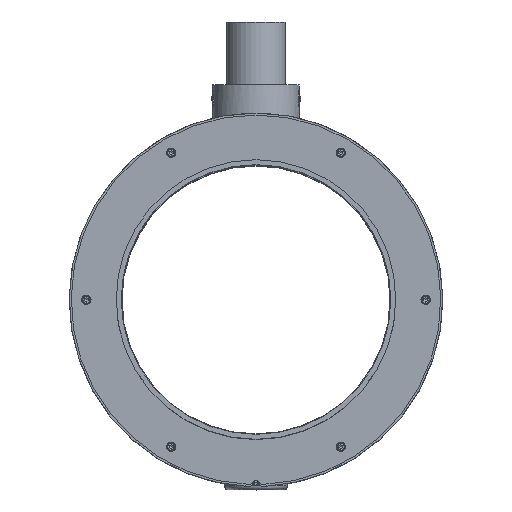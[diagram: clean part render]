
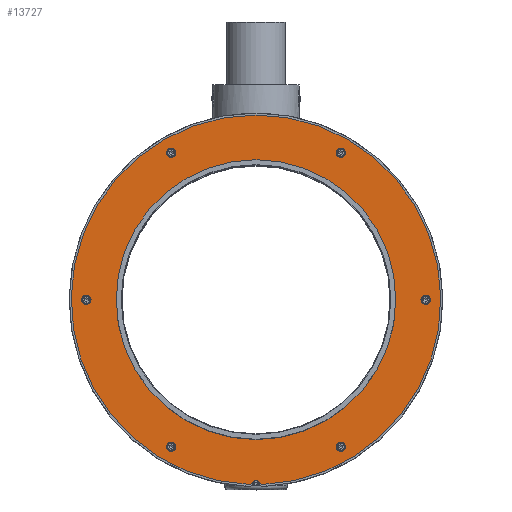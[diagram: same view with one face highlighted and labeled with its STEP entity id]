
A CAD part, top view. The second image highlights one B-rep face of the part: STEP entity #13727.
In plain terms, the highlighted planar face has unit normal (0, 0, 1).
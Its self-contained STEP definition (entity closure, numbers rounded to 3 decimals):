
#1560 = VERTEX_POINT ( 'NONE', #54170 ) ;
#1824 = FACE_BOUND ( 'NONE', #26674, .T. ) ;
#2230 = ORIENTED_EDGE ( 'NONE', *, *, #13973, .F. ) ;
#2943 = VERTEX_POINT ( 'NONE', #32986 ) ;
#5992 = DIRECTION ( 'NONE',  ( -1., 0., 0. ) ) ;
#6105 = EDGE_CURVE ( 'NONE', #1560, #1560, #35908, .T. ) ;
#6401 = DIRECTION ( 'NONE',  ( -1., 0., 0. ) ) ;
#6930 = DIRECTION ( 'NONE',  ( -1., 0., 0. ) ) ;
#7324 = CARTESIAN_POINT ( 'NONE',  ( -215.85, 0., 104. ) ) ;
#7400 = DIRECTION ( 'NONE',  ( -1., 0., 0. ) ) ;
#7624 = VERTEX_POINT ( 'NONE', #8182 ) ;
#7627 = ORIENTED_EDGE ( 'NONE', *, *, #12281, .F. ) ;
#8182 = CARTESIAN_POINT ( 'NONE',  ( 101.925, -186.932, 104. ) ) ;
#8379 = CARTESIAN_POINT ( 'NONE',  ( -107.925, 186.932, 104. ) ) ;
#10326 = DIRECTION ( 'NONE',  ( 0., 0., 1. ) ) ;
#10526 = EDGE_LOOP ( 'NONE', ( #21921 ) ) ;
#10552 = EDGE_CURVE ( 'NONE', #30024, #30024, #37955, .T. ) ;
#10971 = EDGE_CURVE ( 'NONE', #12508, #12508, #34363, .T. ) ;
#11358 = DIRECTION ( 'NONE',  ( -1., 0., 0. ) ) ;
#11602 = DIRECTION ( 'NONE',  ( -1., 0., 0. ) ) ;
#12149 = CIRCLE ( 'NONE', #25023, 5. ) ;
#12238 = CARTESIAN_POINT ( 'NONE',  ( -221.85, 0., 104. ) ) ;
#12240 = VERTEX_POINT ( 'NONE', #51072 ) ;
#12281 = EDGE_CURVE ( 'NONE', #38335, #38335, #23446, .T. ) ;
#12508 = VERTEX_POINT ( 'NONE', #12238 ) ;
#12683 = EDGE_CURVE ( 'NONE', #7624, #7624, #13443, .T. ) ;
#12973 = EDGE_CURVE ( 'NONE', #39877, #38899, #22666, .T. ) ;
#13232 = AXIS2_PLACEMENT_3D ( 'NONE', #8379, #42284, #56071 ) ;
#13443 = CIRCLE ( 'NONE', #44592, 6. ) ;
#13514 = DIRECTION ( 'NONE',  ( 1., 0., 0. ) ) ;
#13727 = ADVANCED_FACE ( 'NONE', ( #42331, #24005, #41175, #15676, #50939, #1824, #46327, #50668 ), #33429, .F. ) ;
#13973 = EDGE_CURVE ( 'NONE', #2943, #39877, #52127, .T. ) ;
#14496 = CARTESIAN_POINT ( 'NONE',  ( -4.283, -232.42, 104. ) ) ;
#14879 = EDGE_LOOP ( 'NONE', ( #25462 ) ) ;
#15150 = EDGE_LOOP ( 'NONE', ( #7627 ) ) ;
#15676 = FACE_BOUND ( 'NONE', #15150, .T. ) ;
#16642 = CARTESIAN_POINT ( 'NONE',  ( -8.566, -229.84, 104. ) ) ;
#18690 = EDGE_LOOP ( 'NONE', ( #51251 ) ) ;
#20386 = CARTESIAN_POINT ( 'NONE',  ( -107.925, -186.932, 104. ) ) ;
#20460 = EDGE_CURVE ( 'NONE', #38899, #12240, #12149, .T. ) ;
#21663 = ORIENTED_EDGE ( 'NONE', *, *, #20460, .F. ) ;
#21921 = ORIENTED_EDGE ( 'NONE', *, *, #12683, .F. ) ;
#22666 = CIRCLE ( 'NONE', #29996, 5. ) ;
#23446 = CIRCLE ( 'NONE', #55524, 6. ) ;
#24005 = FACE_BOUND ( 'NONE', #34980, .T. ) ;
#24620 = AXIS2_PLACEMENT_3D ( 'NONE', #33157, #54684, #11602 ) ;
#24888 = DIRECTION ( 'NONE',  ( 0., 0., 1. ) ) ;
#24900 = CARTESIAN_POINT ( 'NONE',  ( -113.925, -186.932, 104. ) ) ;
#25023 = AXIS2_PLACEMENT_3D ( 'NONE', #16642, #56226, #7400 ) ;
#25462 = ORIENTED_EDGE ( 'NONE', *, *, #10552, .F. ) ;
#26200 = CARTESIAN_POINT ( 'NONE',  ( 8.566, -229.84, 104. ) ) ;
#26280 = DIRECTION ( 'NONE',  ( 0., 0., 1. ) ) ;
#26536 = CARTESIAN_POINT ( 'NONE',  ( -177.8, 0., 104. ) ) ;
#26626 = CIRCLE ( 'NONE', #40329, 177.8 ) ;
#26674 = EDGE_LOOP ( 'NONE', ( #36716 ) ) ;
#27400 = AXIS2_PLACEMENT_3D ( 'NONE', #26200, #39311, #13514 ) ;
#28893 = AXIS2_PLACEMENT_3D ( 'NONE', #7324, #24888, #11358 ) ;
#29406 = ORIENTED_EDGE ( 'NONE', *, *, #32718, .F. ) ;
#29755 = CARTESIAN_POINT ( 'NONE',  ( -113.925, 186.932, 104. ) ) ;
#29996 = AXIS2_PLACEMENT_3D ( 'NONE', #49658, #10326, #5992 ) ;
#30024 = VERTEX_POINT ( 'NONE', #29755 ) ;
#31560 = CARTESIAN_POINT ( 'NONE',  ( 0., 0., 104. ) ) ;
#32278 = CARTESIAN_POINT ( 'NONE',  ( 209.85, 0., 104. ) ) ;
#32718 = EDGE_CURVE ( 'NONE', #50332, #50332, #54703, .T. ) ;
#32986 = CARTESIAN_POINT ( 'NONE',  ( 8.752, -234.837, 104. ) ) ;
#33134 = ORIENTED_EDGE ( 'NONE', *, *, #53541, .F. ) ;
#33157 = CARTESIAN_POINT ( 'NONE',  ( -4.283, -114.92, 104. ) ) ;
#33429 = PLANE ( 'NONE',  #24620 ) ;
#34363 = CIRCLE ( 'NONE', #28893, 6. ) ;
#34980 = EDGE_LOOP ( 'NONE', ( #29406 ) ) ;
#35908 = CIRCLE ( 'NONE', #45059, 6. ) ;
#36581 = CARTESIAN_POINT ( 'NONE',  ( 107.925, 186.932, 104. ) ) ;
#36707 = ORIENTED_EDGE ( 'NONE', *, *, #6105, .T. ) ;
#36716 = ORIENTED_EDGE ( 'NONE', *, *, #10971, .F. ) ;
#37955 = CIRCLE ( 'NONE', #13232, 6. ) ;
#38212 = CARTESIAN_POINT ( 'NONE',  ( 107.925, -186.932, 104. ) ) ;
#38335 = VERTEX_POINT ( 'NONE', #24900 ) ;
#38373 = CARTESIAN_POINT ( 'NONE',  ( 4.283, -232.42, 104. ) ) ;
#38496 = DIRECTION ( 'NONE',  ( 0., 0., -1. ) ) ;
#38513 = DIRECTION ( 'NONE',  ( -1., 0., 0. ) ) ;
#38579 = DIRECTION ( 'NONE',  ( -1., 0., 0. ) ) ;
#38899 = VERTEX_POINT ( 'NONE', #14496 ) ;
#39009 = DIRECTION ( 'NONE',  ( -1., 0., 0. ) ) ;
#39311 = DIRECTION ( 'NONE',  ( 0., 0., -1. ) ) ;
#39877 = VERTEX_POINT ( 'NONE', #38373 ) ;
#39943 = VERTEX_POINT ( 'NONE', #26536 ) ;
#40329 = AXIS2_PLACEMENT_3D ( 'NONE', #43204, #26280, #38579 ) ;
#40370 = CIRCLE ( 'NONE', #47643, 235. ) ;
#41175 = FACE_BOUND ( 'NONE', #10526, .T. ) ;
#41567 = EDGE_LOOP ( 'NONE', ( #36707 ) ) ;
#42284 = DIRECTION ( 'NONE',  ( 0., 0., 1. ) ) ;
#42331 = FACE_BOUND ( 'NONE', #18690, .T. ) ;
#43053 = DIRECTION ( 'NONE',  ( -1., 0., 0. ) ) ;
#43204 = CARTESIAN_POINT ( 'NONE',  ( 0., 0., 104. ) ) ;
#44592 = AXIS2_PLACEMENT_3D ( 'NONE', #38212, #56053, #38513 ) ;
#45059 = AXIS2_PLACEMENT_3D ( 'NONE', #36581, #38496, #6401 ) ;
#45792 = ORIENTED_EDGE ( 'NONE', *, *, #12973, .F. ) ;
#46257 = CARTESIAN_POINT ( 'NONE',  ( 215.85, 0., 104. ) ) ;
#46327 = FACE_BOUND ( 'NONE', #41567, .T. ) ;
#47643 = AXIS2_PLACEMENT_3D ( 'NONE', #31560, #49031, #39009 ) ;
#49031 = DIRECTION ( 'NONE',  ( 0., 0., -1. ) ) ;
#49102 = EDGE_LOOP ( 'NONE', ( #21663, #45792, #2230, #33134 ) ) ;
#49658 = CARTESIAN_POINT ( 'NONE',  ( 0., -235., 104. ) ) ;
#50332 = VERTEX_POINT ( 'NONE', #32278 ) ;
#50668 = FACE_OUTER_BOUND ( 'NONE', #49102, .T. ) ;
#50939 = FACE_BOUND ( 'NONE', #14879, .T. ) ;
#51072 = CARTESIAN_POINT ( 'NONE',  ( -8.752, -234.837, 104. ) ) ;
#51149 = DIRECTION ( 'NONE',  ( 0., 0., 1. ) ) ;
#51251 = ORIENTED_EDGE ( 'NONE', *, *, #52065, .F. ) ;
#52065 = EDGE_CURVE ( 'NONE', #39943, #39943, #26626, .T. ) ;
#52127 = CIRCLE ( 'NONE', #27400, 5. ) ;
#53541 = EDGE_CURVE ( 'NONE', #12240, #2943, #40370, .T. ) ;
#54170 = CARTESIAN_POINT ( 'NONE',  ( 101.925, 186.932, 104. ) ) ;
#54684 = DIRECTION ( 'NONE',  ( 0., 0., -1. ) ) ;
#54703 = CIRCLE ( 'NONE', #55620, 6. ) ;
#55524 = AXIS2_PLACEMENT_3D ( 'NONE', #20386, #56810, #43053 ) ;
#55620 = AXIS2_PLACEMENT_3D ( 'NONE', #46257, #51149, #6930 ) ;
#56053 = DIRECTION ( 'NONE',  ( 0., 0., 1. ) ) ;
#56071 = DIRECTION ( 'NONE',  ( -1., 0., 0. ) ) ;
#56226 = DIRECTION ( 'NONE',  ( 0., 0., -1. ) ) ;
#56810 = DIRECTION ( 'NONE',  ( 0., 0., 1. ) ) ;
